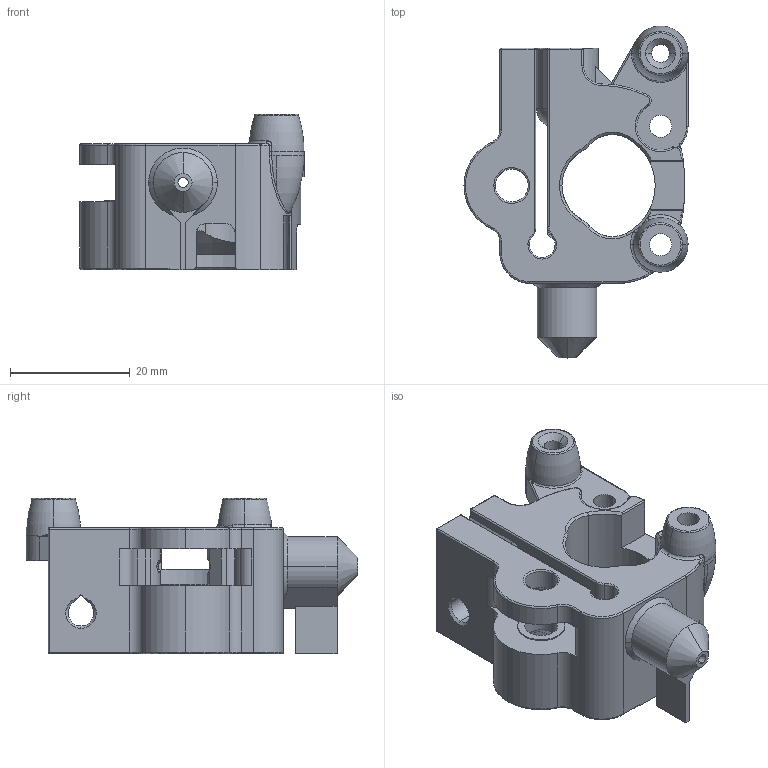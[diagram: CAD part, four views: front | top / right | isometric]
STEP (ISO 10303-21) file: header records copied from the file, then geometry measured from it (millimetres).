
FILE_DESCRIPTION (( 'STEP AP203' ), '1' );
FILE_NAME ('PR1051B-V4_Hotend_Filament_Drive.STEP', '2023-10-26T16:45:33', ( '' ), ( '' ), 'SwSTEP 2.0', 'SolidWorks 2022', '' );
FILE_SCHEMA (( 'CONFIG_CONTROL_DESIGN' ));
Length unit declared in the file: millimetre
Products named in the file (1): PR1051B-V4_Hotend_Filament_Drive
Bounding box: 37.5 x 55.55 x 26 mm (x, y, z)
Volume: 14623.9 mm3; surface area: 9253.6 mm2
Topology: 1 solids, 1 shells, 323 faces, 881 edges, 544 vertices
Faces by surface type: cylinder 125, plane 81, torus 54, cone 41, bspline 16, sphere 6
Entity records: 13010 total; most frequent: CARTESIAN_POINT 4817, ORIENTED_EDGE 1748, DIRECTION 1744, EDGE_CURVE 874, AXIS2_PLACEMENT_3D 695, VERTEX_POINT 544, CIRCLE 387, LINE 354
